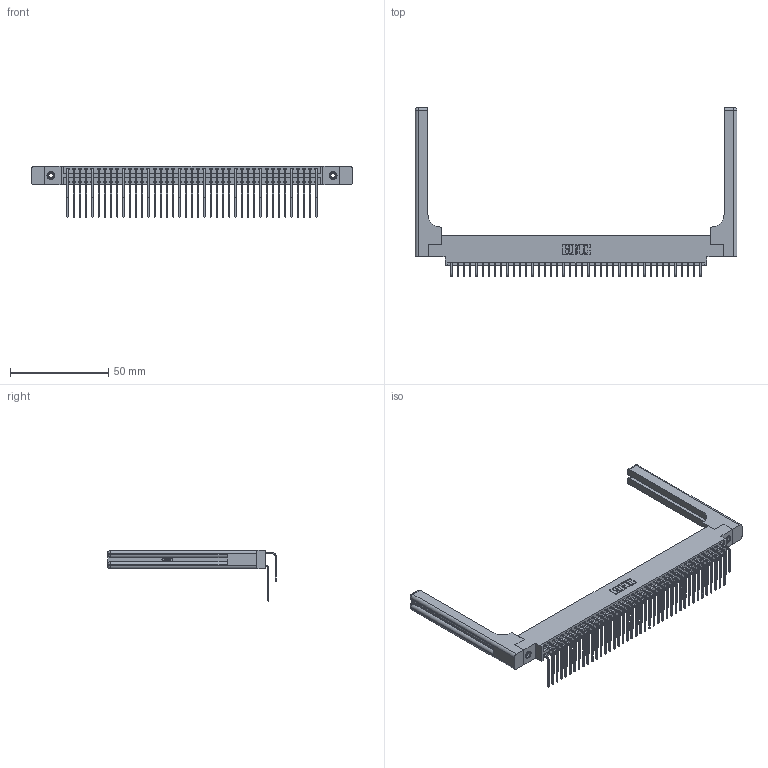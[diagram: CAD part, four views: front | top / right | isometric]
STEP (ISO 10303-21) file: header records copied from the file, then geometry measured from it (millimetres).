
FILE_DESCRIPTION (( 'STEP AP203' ), '1' );
FILE_NAME ('346-082-559-858.STEP', '2022-05-25T18:51:40', ( '' ), ( '' ), 'SwSTEP 2.0', 'SolidWorks 2020', '' );
FILE_SCHEMA (( 'CONFIG_CONTROL_DESIGN' ));
Length unit declared in the file: inch
Products named in the file (6): 345-292-001_559 Tail - 2; 345-292-001_558 559 Tail - 1; 346-082-559-858; 346-220-058_345-220-058; 345-250-001_345-250-001-102; 346 Part_0.170 Offset - 0.156 Dia-TH
Assembly tree (87 placements, depth 2):
  346-082-559-858
    346 Part_0.170 Offset - 0.156 Dia-TH
    345-292-001_558 559 Tail - 1  x41
    345-292-001_559 Tail - 2  x41
    345-250-001_345-250-001-102  x2
    346-220-058_345-220-058  x2
Bounding box: 164.24 x 86.17 x 26.16 mm (x, y, z)
Volume: 23801.9 mm3; surface area: 29856.5 mm2
Topology: 87 solids, 87 shells, 4824 faces, 14245 edges, 9366 vertices
Faces by surface type: plane 3276, cylinder 1488, bspline 36, cone 12, sphere 8, torus 4
Entity records: 34406 total; most frequent: CARTESIAN_POINT 6738, ORIENTED_EDGE 5416, DIRECTION 4892, EDGE_CURVE 2708, LINE 2280, VECTOR 2280, VERTEX_POINT 1794, AXIS2_PLACEMENT_3D 1306
